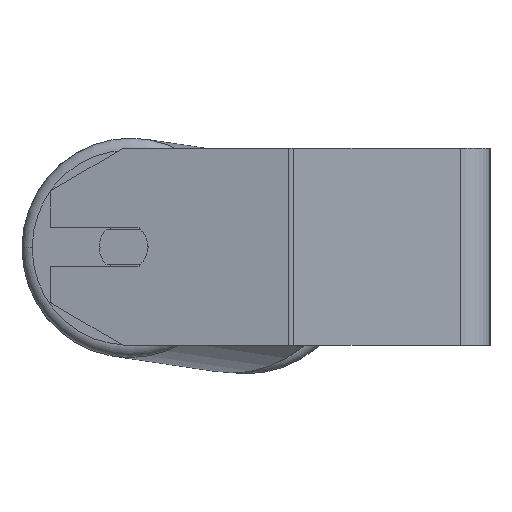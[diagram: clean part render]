
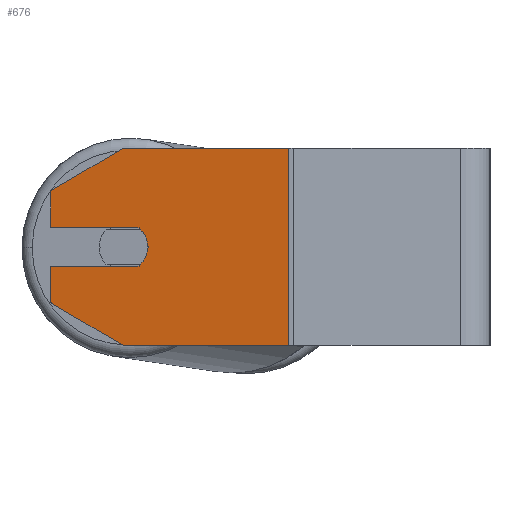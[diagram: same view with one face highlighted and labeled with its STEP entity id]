
A CAD part, left-side view. The second image highlights one B-rep face of the part: STEP entity #676.
In plain terms, the highlighted planar face has unit normal (-0.985, 0.174, 0).
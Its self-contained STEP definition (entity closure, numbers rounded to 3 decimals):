
#50 = CARTESIAN_POINT ( 'NONE',  ( -419.043, 142.747, -8. ) ) ;
#96 = DIRECTION ( 'NONE',  ( 0.174, 0.985, 0. ) ) ;
#141 = DIRECTION ( 'NONE',  ( -0.15, -0.853, -0.5 ) ) ;
#291 = CARTESIAN_POINT ( 'NONE',  ( -412.792, 178.2, 8. ) ) ;
#429 = ORIENTED_EDGE ( 'NONE', *, *, #6105, .F. ) ;
#506 = VERTEX_POINT ( 'NONE', #3095 ) ;
#571 = EDGE_CURVE ( 'NONE', #6146, #8653, #3232, .T. ) ;
#676 = ADVANCED_FACE ( 'NONE', ( #8700 ), #2764, .F. ) ;
#753 = DIRECTION ( 'NONE',  ( -0.985, 0.174, 0. ) ) ;
#774 = DIRECTION ( 'NONE',  ( -0.174, -0.985, 0. ) ) ;
#948 = EDGE_CURVE ( 'NONE', #506, #4387, #8169, .T. ) ;
#1033 = LINE ( 'NONE', #4603, #3416 ) ;
#1083 = AXIS2_PLACEMENT_3D ( 'NONE', #8639, #4673, #3874 ) ;
#1113 = ORIENTED_EDGE ( 'NONE', *, *, #8276, .T. ) ;
#1142 = ORIENTED_EDGE ( 'NONE', *, *, #6870, .T. ) ;
#1414 = LINE ( 'NONE', #2078, #2240 ) ;
#1501 = VERTEX_POINT ( 'NONE', #5303 ) ;
#1851 = CARTESIAN_POINT ( 'NONE',  ( -429.818, 81.643, -40. ) ) ;
#1854 = AXIS2_PLACEMENT_3D ( 'NONE', #6142, #4803, #96 ) ;
#2016 = DIRECTION ( 'NONE',  ( 0., 0., -1. ) ) ;
#2078 = CARTESIAN_POINT ( 'NONE',  ( -412.792, 178.2, 40. ) ) ;
#2090 = VECTOR ( 'NONE', #6623, 1000. ) ;
#2150 = LINE ( 'NONE', #7571, #2535 ) ;
#2240 = VECTOR ( 'NONE', #4739, 1000. ) ;
#2368 = VERTEX_POINT ( 'NONE', #1851 ) ;
#2427 = LINE ( 'NONE', #8477, #6003 ) ;
#2463 = DIRECTION ( 'NONE',  ( 0.15, 0.853, -0.5 ) ) ;
#2535 = VECTOR ( 'NONE', #141, 1000. ) ;
#2697 = VERTEX_POINT ( 'NONE', #6374 ) ;
#2764 = PLANE ( 'NONE',  #1854 ) ;
#3032 = EDGE_CURVE ( 'NONE', #8385, #6150, #1033, .T. ) ;
#3087 = EDGE_LOOP ( 'NONE', ( #429, #3953, #1113, #3950, #1142, #6575, #4789, #7808, #7233, #3578, #4667 ) ) ;
#3095 = CARTESIAN_POINT ( 'NONE',  ( -419.043, 142.747, 8. ) ) ;
#3232 = LINE ( 'NONE', #5291, #5183 ) ;
#3241 = VECTOR ( 'NONE', #2463, 1000. ) ;
#3304 = LINE ( 'NONE', #5849, #3241 ) ;
#3416 = VECTOR ( 'NONE', #6259, 1000. ) ;
#3578 = ORIENTED_EDGE ( 'NONE', *, *, #948, .F. ) ;
#3789 = CARTESIAN_POINT ( 'NONE',  ( -412.792, 178.2, -8. ) ) ;
#3874 = DIRECTION ( 'NONE',  ( -0.174, -0.985, 0. ) ) ;
#3949 = LINE ( 'NONE', #6747, #2090 ) ;
#3950 = ORIENTED_EDGE ( 'NONE', *, *, #8677, .T. ) ;
#3953 = ORIENTED_EDGE ( 'NONE', *, *, #3032, .F. ) ;
#4159 = DIRECTION ( 'NONE',  ( 0.174, 0.985, 0. ) ) ;
#4387 = VERTEX_POINT ( 'NONE', #291 ) ;
#4404 = CARTESIAN_POINT ( 'NONE',  ( -412.792, 178.2, -22.679 ) ) ;
#4603 = CARTESIAN_POINT ( 'NONE',  ( -419.043, 142.747, -8. ) ) ;
#4667 = ORIENTED_EDGE ( 'NONE', *, *, #5213, .F. ) ;
#4673 = DIRECTION ( 'NONE',  ( -0.985, 0.174, 0. ) ) ;
#4739 = DIRECTION ( 'NONE',  ( 0., 0., -1. ) ) ;
#4789 = ORIENTED_EDGE ( 'NONE', *, *, #571, .F. ) ;
#4803 = DIRECTION ( 'NONE',  ( 0.985, -0.174, 0. ) ) ;
#4818 = CARTESIAN_POINT ( 'NONE',  ( -419.043, 142.747, 8. ) ) ;
#4945 = VECTOR ( 'NONE', #4159, 1000. ) ;
#5144 = CARTESIAN_POINT ( 'NONE',  ( -429.818, 81.643, 40. ) ) ;
#5183 = VECTOR ( 'NONE', #774, 1000. ) ;
#5197 = DIRECTION ( 'NONE',  ( 0., 0., -1. ) ) ;
#5213 = EDGE_CURVE ( 'NONE', #2697, #506, #8238, .T. ) ;
#5291 = CARTESIAN_POINT ( 'NONE',  ( -412.792, 178.2, 40. ) ) ;
#5295 = DIRECTION ( 'NONE',  ( -0.174, -0.985, 0. ) ) ;
#5303 = CARTESIAN_POINT ( 'NONE',  ( -412.792, 178.2, 22.679 ) ) ;
#5517 = EDGE_CURVE ( 'NONE', #8653, #2368, #2427, .T. ) ;
#5849 = CARTESIAN_POINT ( 'NONE',  ( -412.792, 178.2, 22.679 ) ) ;
#6003 = VECTOR ( 'NONE', #5197, 1000. ) ;
#6060 = LINE ( 'NONE', #8635, #6724 ) ;
#6105 = EDGE_CURVE ( 'NONE', #6150, #2697, #6134, .T. ) ;
#6134 = CIRCLE ( 'NONE', #1083, 10. ) ;
#6142 = CARTESIAN_POINT ( 'NONE',  ( -412.792, 178.2, 40. ) ) ;
#6146 = VERTEX_POINT ( 'NONE', #6635 ) ;
#6150 = VERTEX_POINT ( 'NONE', #50 ) ;
#6224 = CARTESIAN_POINT ( 'NONE',  ( -418.001, 148.656, -40. ) ) ;
#6259 = DIRECTION ( 'NONE',  ( -0.174, -0.985, 0. ) ) ;
#6374 = CARTESIAN_POINT ( 'NONE',  ( -419.738, 138.808, 0. ) ) ;
#6392 = AXIS2_PLACEMENT_3D ( 'NONE', #6663, #753, #5295 ) ;
#6575 = ORIENTED_EDGE ( 'NONE', *, *, #5517, .F. ) ;
#6623 = DIRECTION ( 'NONE',  ( -0.174, -0.985, 0. ) ) ;
#6635 = CARTESIAN_POINT ( 'NONE',  ( -418.001, 148.656, 40. ) ) ;
#6663 = CARTESIAN_POINT ( 'NONE',  ( -418.001, 148.656, 0. ) ) ;
#6724 = VECTOR ( 'NONE', #2016, 1000. ) ;
#6731 = VERTEX_POINT ( 'NONE', #4404 ) ;
#6747 = CARTESIAN_POINT ( 'NONE',  ( -412.792, 178.2, -40. ) ) ;
#6870 = EDGE_CURVE ( 'NONE', #7507, #2368, #3949, .T. ) ;
#7233 = ORIENTED_EDGE ( 'NONE', *, *, #7402, .T. ) ;
#7402 = EDGE_CURVE ( 'NONE', #1501, #4387, #6060, .T. ) ;
#7507 = VERTEX_POINT ( 'NONE', #6224 ) ;
#7571 = CARTESIAN_POINT ( 'NONE',  ( -418.001, 148.656, -40. ) ) ;
#7808 = ORIENTED_EDGE ( 'NONE', *, *, #8622, .T. ) ;
#8169 = LINE ( 'NONE', #4818, #4945 ) ;
#8238 = CIRCLE ( 'NONE', #6392, 10. ) ;
#8276 = EDGE_CURVE ( 'NONE', #8385, #6731, #1414, .T. ) ;
#8385 = VERTEX_POINT ( 'NONE', #3789 ) ;
#8477 = CARTESIAN_POINT ( 'NONE',  ( -429.818, 81.643, 40. ) ) ;
#8622 = EDGE_CURVE ( 'NONE', #6146, #1501, #3304, .T. ) ;
#8635 = CARTESIAN_POINT ( 'NONE',  ( -412.792, 178.2, 40. ) ) ;
#8639 = CARTESIAN_POINT ( 'NONE',  ( -418.001, 148.656, 0. ) ) ;
#8653 = VERTEX_POINT ( 'NONE', #5144 ) ;
#8677 = EDGE_CURVE ( 'NONE', #6731, #7507, #2150, .T. ) ;
#8700 = FACE_OUTER_BOUND ( 'NONE', #3087, .T. ) ;
